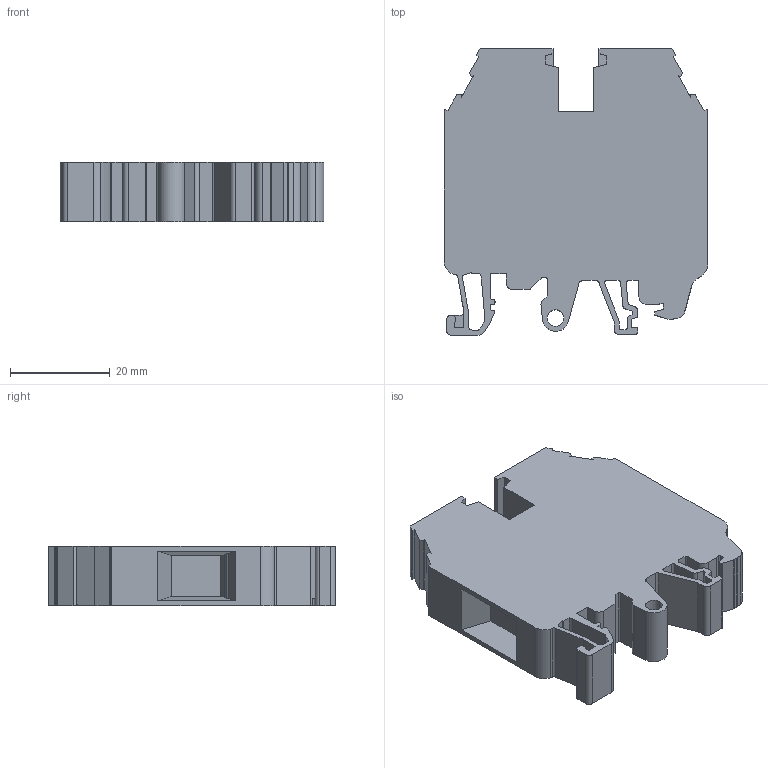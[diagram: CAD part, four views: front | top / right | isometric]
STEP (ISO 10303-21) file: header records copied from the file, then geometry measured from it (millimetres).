
FILE_DESCRIPTION (( 'STEP AP214' ), '1' );
FILE_NAME ('304243_AVK 16 RD_Yellow.STP', '2013-11-11T12:19:22', ( 'arge' ), ( 'Microsoft' ), 'SwSTEP 2.0', 'SolidWorks 2013', '' );
FILE_SCHEMA (( 'AUTOMOTIVE_DESIGN' ));
Length unit declared in the file: millimetre
Products named in the file (1): 304243_AVK 16 RD_Yellow
Bounding box: 52.8 x 57.31 x 12 mm (x, y, z)
Volume: 27468.2 mm3; surface area: 9772.4 mm2
Topology: 1 solids, 1 shells, 211 faces, 615 edges, 410 vertices
Faces by surface type: plane 133, cylinder 78
Entity records: 7036 total; most frequent: CARTESIAN_POINT 1237, ORIENTED_EDGE 1230, DIRECTION 1200, EDGE_CURVE 615, LINE 454, VECTOR 454, VERTEX_POINT 410, AXIS2_PLACEMENT_3D 373
